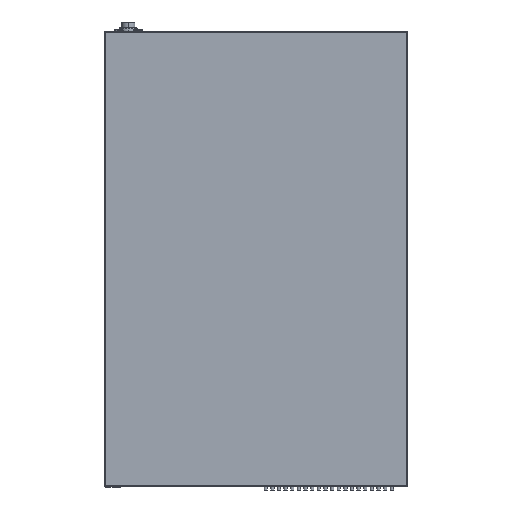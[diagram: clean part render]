
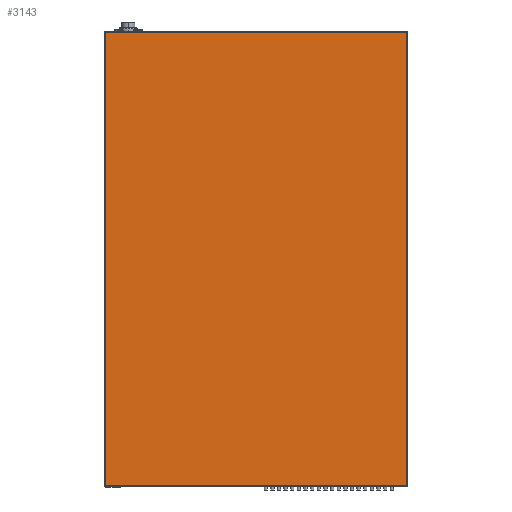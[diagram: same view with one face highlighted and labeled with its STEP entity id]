
A CAD part, left-side view. The second image highlights one B-rep face of the part: STEP entity #3143.
In plain terms, the highlighted planar face has unit normal (-1, 0, 0).
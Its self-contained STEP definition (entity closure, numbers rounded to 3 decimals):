
#2694 = VERTEX_POINT ( 'NONE', #10012 ) ;
#2708 = VERTEX_POINT ( 'NONE', #10087 ) ;
#2923 = VERTEX_POINT ( 'NONE', #42890 ) ;
#2935 = EDGE_CURVE ( 'NONE', #2694, #2923, #42938, .T. ) ;
#2938 = ORIENTED_EDGE ( 'NONE', *, *, #2935, .T. ) ;
#3077 = EDGE_CURVE ( 'NONE', #2708, #2694, #43243, .T. ) ;
#3096 = ORIENTED_EDGE ( 'NONE', *, *, #3077, .T. ) ;
#3136 = EDGE_LOOP ( 'NONE', ( #3096, #2938, #23164, #23086, #23094, #23103 ) ) ;
#3143 = ADVANCED_FACE ( 'NONE', ( #43412 ), #43409, .F. ) ;
#10012 = CARTESIAN_POINT ( 'NONE',  ( -100., -159., -479. ) ) ;
#10087 = CARTESIAN_POINT ( 'NONE',  ( -100., -17.586, -479. ) ) ;
#23080 = EDGE_CURVE ( 'NONE', #2923, #23082, #40355, .T. ) ;
#23082 = VERTEX_POINT ( 'NONE', #40344 ) ;
#23086 = ORIENTED_EDGE ( 'NONE', *, *, #23088, .T. ) ;
#23088 = EDGE_CURVE ( 'NONE', #23082, #23091, #40337, .T. ) ;
#23091 = VERTEX_POINT ( 'NONE', #40329 ) ;
#23094 = ORIENTED_EDGE ( 'NONE', *, *, #23097, .T. ) ;
#23097 = EDGE_CURVE ( 'NONE', #23091, #23099, #40323, .T. ) ;
#23099 = VERTEX_POINT ( 'NONE', #40392 ) ;
#23103 = ORIENTED_EDGE ( 'NONE', *, *, #23107, .T. ) ;
#23107 = EDGE_CURVE ( 'NONE', #23099, #2708, #40383, .T. ) ;
#23164 = ORIENTED_EDGE ( 'NONE', *, *, #23080, .T. ) ;
#40319 = DIRECTION ( 'NONE',  ( 0., -1., 0. ) ) ;
#40321 = VECTOR ( 'NONE', #40319, 1000. ) ;
#40322 = CARTESIAN_POINT ( 'NONE',  ( -100., -18.586, -479.21 ) ) ;
#40323 = LINE ( 'NONE', #40322, #40321 ) ;
#40329 = CARTESIAN_POINT ( 'NONE',  ( -100., 159., -479.21 ) ) ;
#40334 = DIRECTION ( 'NONE',  ( 0., 0., -1. ) ) ;
#40335 = VECTOR ( 'NONE', #40334, 1000. ) ;
#40336 = CARTESIAN_POINT ( 'NONE',  ( -100., 159., 0. ) ) ;
#40337 = LINE ( 'NONE', #40336, #40335 ) ;
#40344 = CARTESIAN_POINT ( 'NONE',  ( -100., 159., -1. ) ) ;
#40351 = DIRECTION ( 'NONE',  ( 0., 1., 0. ) ) ;
#40352 = VECTOR ( 'NONE', #40351, 1000. ) ;
#40354 = CARTESIAN_POINT ( 'NONE',  ( -100., 160., -1. ) ) ;
#40355 = LINE ( 'NONE', #40354, #40352 ) ;
#40380 = DIRECTION ( 'NONE',  ( 0., 0., 1. ) ) ;
#40381 = VECTOR ( 'NONE', #40380, 1000. ) ;
#40382 = CARTESIAN_POINT ( 'NONE',  ( -100., -17.586, 0. ) ) ;
#40383 = LINE ( 'NONE', #40382, #40381 ) ;
#40392 = CARTESIAN_POINT ( 'NONE',  ( -100., -17.586, -479.21 ) ) ;
#42890 = CARTESIAN_POINT ( 'NONE',  ( -100., -159., -1. ) ) ;
#42935 = DIRECTION ( 'NONE',  ( 0., 0., 1. ) ) ;
#42936 = VECTOR ( 'NONE', #42935, 1000. ) ;
#42937 = CARTESIAN_POINT ( 'NONE',  ( -100., -159., 0. ) ) ;
#42938 = LINE ( 'NONE', #42937, #42936 ) ;
#43239 = DIRECTION ( 'NONE',  ( 0., -1., 0. ) ) ;
#43240 = VECTOR ( 'NONE', #43239, 1000. ) ;
#43241 = CARTESIAN_POINT ( 'NONE',  ( -100., 160., -479. ) ) ;
#43243 = LINE ( 'NONE', #43241, #43240 ) ;
#43405 = DIRECTION ( 'NONE',  ( 0., 0., -1. ) ) ;
#43406 = DIRECTION ( 'NONE',  ( 1., 0., 0. ) ) ;
#43407 = CARTESIAN_POINT ( 'NONE',  ( -100., 160., 0. ) ) ;
#43408 = AXIS2_PLACEMENT_3D ( 'NONE', #43407, #43406, #43405 ) ;
#43409 = PLANE ( 'NONE',  #43408 ) ;
#43412 = FACE_OUTER_BOUND ( 'NONE', #3136, .T. ) ;
